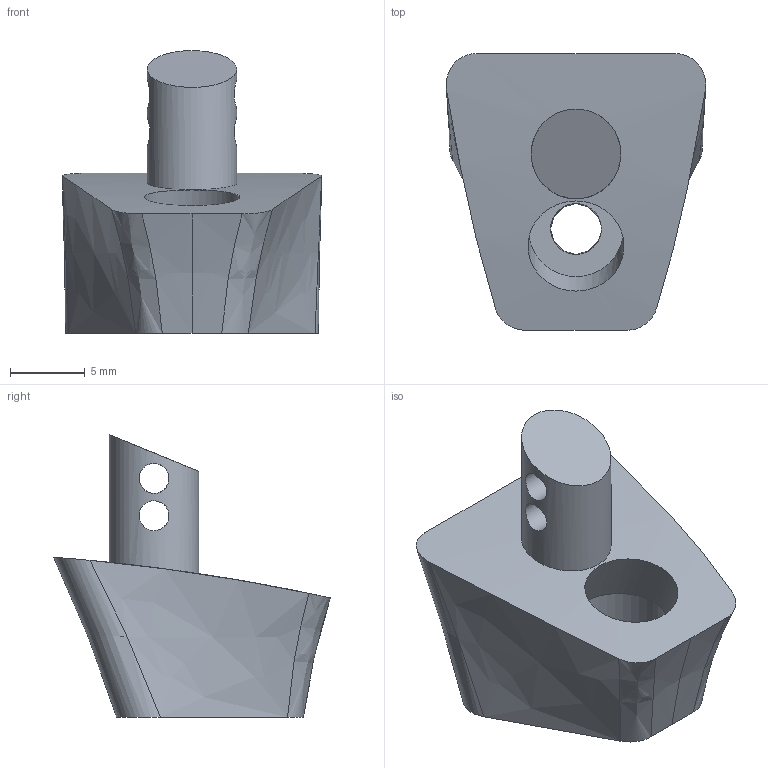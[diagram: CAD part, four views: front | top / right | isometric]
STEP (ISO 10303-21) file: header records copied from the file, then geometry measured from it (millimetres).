
FILE_DESCRIPTION(('FreeCAD Model'),'2;1');
FILE_NAME('Open CASCADE Shape Model','2023-11-11T20:43:09',(''),(''), 'Open CASCADE STEP processor 7.6','FreeCAD','Unknown');
FILE_SCHEMA(('AUTOMOTIVE_DESIGN { 1 0 10303 214 1 1 1 1 }'));
Length unit declared in the file: millimetre
Products named in the file (1): SubtractiveLoft002
Bounding box: 17.38 x 18.52 x 18.93 mm (x, y, z)
Volume: 1867.7 mm3; surface area: 1336.5 mm2
Topology: 1 solids, 1 shells, 20 faces, 54 edges, 36 vertices
Faces by surface type: bspline 12, cylinder 5, plane 3
Full cylindrical faces by diameter (mm): 2 x2, 6 x1, 6.4 x1
Entity records: 4309 total; most frequent: CARTESIAN_POINT 3381, ORIENTED_EDGE 108, PCURVE 108, DEFINITIONAL_REPRESENTATION 108, DIRECTION 99, B_SPLINE_CURVE_WITH_KNOTS 90, LINE 55, VECTOR 55
